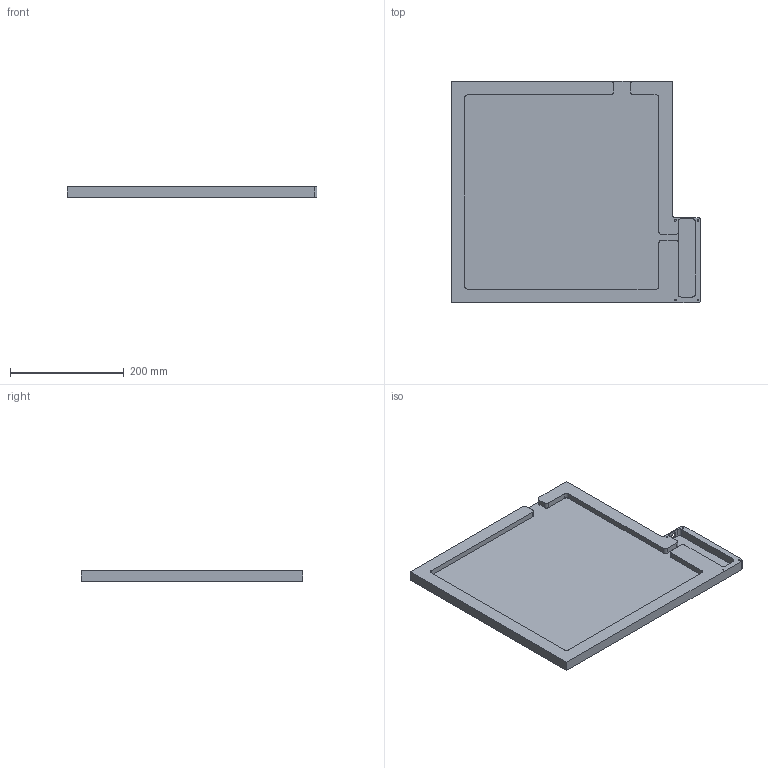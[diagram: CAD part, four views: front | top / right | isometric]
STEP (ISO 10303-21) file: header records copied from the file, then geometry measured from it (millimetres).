
FILE_DESCRIPTION(/* description */ (''),/* implementation_level */ '2;1');
FILE_NAME(/* name */ 'EnclosureBase_01 v13.step',/* time_stamp */ '2019-10-28T10:44:54+01:00',/* author */ (''),/* organization */ (''),/* preprocessor_version */ 'ST-DEVELOPER v18',/* originating_system */ 'Autodesk Translation Framework v8.6.0.1094',/* authorisation */ '');
FILE_SCHEMA (('AUTOMOTIVE_DESIGN { 1 0 10303 214 3 1 1 }'));
Length unit declared in the file: millimetre
Products named in the file (1): EnclosureBase_01
Bounding box: 440 x 390 x 18 mm (x, y, z)
Volume: 1632493.5 mm3; surface area: 367738.1 mm2
Topology: 1 solids, 1 shells, 52 faces, 155 edges, 105 vertices
Faces by surface type: cylinder 24, plane 24, cone 4
Full cylindrical faces by diameter (mm): 3 x4, 10 x1
Entity records: 1793 total; most frequent: DIRECTION 314, CARTESIAN_POINT 309, ORIENTED_EDGE 302, EDGE_CURVE 151, AXIS2_PLACEMENT_3D 110, VERTEX_POINT 105, LINE 94, VECTOR 94
